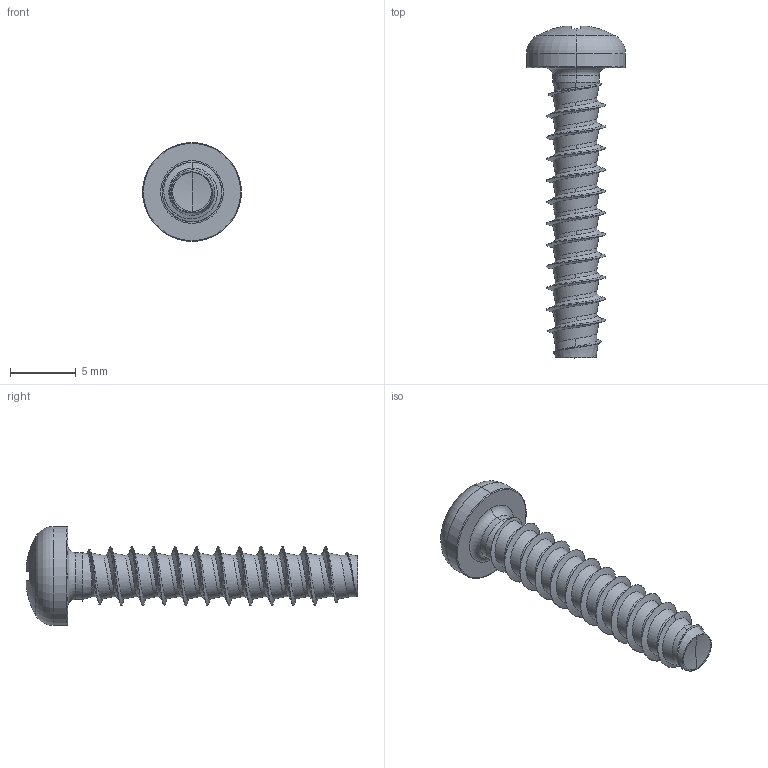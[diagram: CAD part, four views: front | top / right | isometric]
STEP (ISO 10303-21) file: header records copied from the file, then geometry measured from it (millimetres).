
FILE_DESCRIPTION (( 'STEP AP203' ), '1' );
FILE_NAME ('STP320450220.STEP', '2017-08-15T14:38:52', ( '' ), ( '' ), 'SwSTEP 2.0', 'SolidWorks 2015', '' );
FILE_SCHEMA (( 'CONFIG_CONTROL_DESIGN' ));
Length unit declared in the file: millimetre
Products named in the file (1): STP320450220
Bounding box: 7.5 x 25.15 x 7.5 mm (x, y, z)
Volume: 309.5 mm3; surface area: 504.1 mm2
Topology: 1 solids, 1 shells, 190 faces, 439 edges, 251 vertices
Faces by surface type: cylinder 52, bspline 51, torus 28, sphere 28, plane 22, cone 9
Entity records: 24853 total; most frequent: CARTESIAN_POINT 20915, ORIENTED_EDGE 874, DIRECTION 745, EDGE_CURVE 437, AXIS2_PLACEMENT_3D 330, VERTEX_POINT 251, EDGE_LOOP 192, CIRCLE 190
